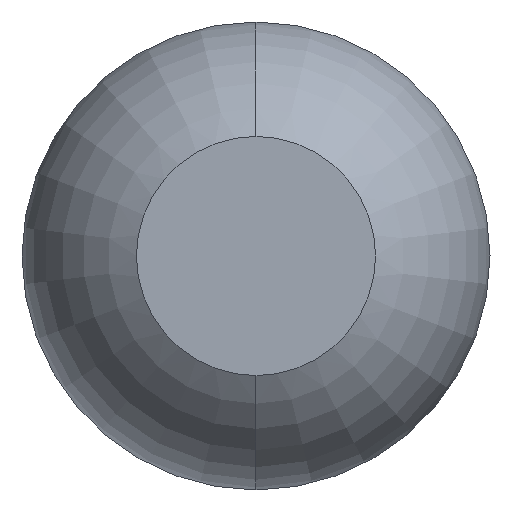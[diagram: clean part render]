
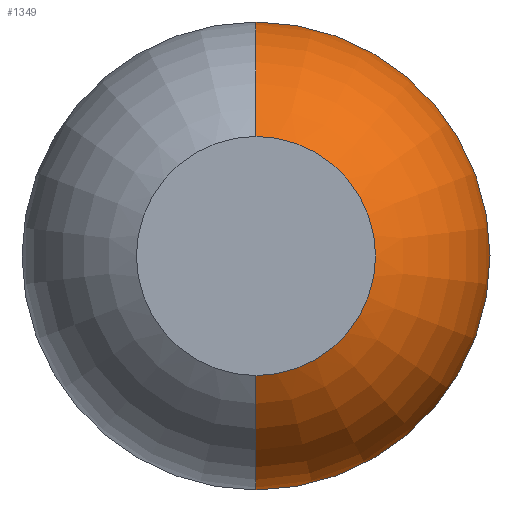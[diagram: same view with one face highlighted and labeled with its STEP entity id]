
A CAD part, front view. The second image highlights one B-rep face of the part: STEP entity #1349.
In plain terms, the highlighted toroidal (fillet/blend) face has major radius 0.035 mm and minor radius 0.65 mm.
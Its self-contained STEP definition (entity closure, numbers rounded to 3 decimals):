
#214 = EDGE_CURVE ( 'Defeature ausgef�hrt1_12+Defeature ausgef�hrt1_4+Defeature ausgef�hrt1_4+Defeature ausgef�hrt1_4', #2235, #1996, #1733, .T. ) ;
#317 = CARTESIAN_POINT ( 'NONE',  ( 0., -24.431, 0. ) ) ;
#334 = ORIENTED_EDGE ( 'NONE', *, *, #214, .F. ) ;
#409 = DIRECTION ( 'NONE',  ( 0., 0., -1. ) ) ;
#432 = DIRECTION ( 'NONE',  ( 0., 0., -1. ) ) ;
#518 = AXIS2_PLACEMENT_3D ( 'NONE', #2216, #2538, #409 ) ;
#544 = AXIS2_PLACEMENT_3D ( 'NONE', #1840, #2146, #3052 ) ;
#594 = EDGE_CURVE ( 'NONE', #2201, #2235, #966, .T. ) ;
#829 = CARTESIAN_POINT ( 'NONE',  ( 0., -25., 0.35 ) ) ;
#966 = CIRCLE ( 'NONE', #3336, 0.65 ) ;
#1039 = CIRCLE ( 'NONE', #2693, 0.65 ) ;
#1349 = ADVANCED_FACE ( 'Defeature ausgef�hrt1_4', ( #2015 ), #2482, .T. ) ;
#1375 = CARTESIAN_POINT ( 'NONE',  ( 0., -24.431, 0.035 ) ) ;
#1496 = DIRECTION ( 'NONE',  ( 0., 0., 1. ) ) ;
#1733 = CIRCLE ( 'NONE', #544, 0.35 ) ;
#1786 = CARTESIAN_POINT ( 'NONE',  ( 0., -24.431, -0.035 ) ) ;
#1840 = CARTESIAN_POINT ( 'NONE',  ( 0., -25., 0. ) ) ;
#1858 = ORIENTED_EDGE ( 'NONE', *, *, #594, .F. ) ;
#1917 = CIRCLE ( 'NONE', #518, 0.685 ) ;
#1982 = CARTESIAN_POINT ( 'NONE',  ( 0., -25., -0.35 ) ) ;
#1996 = VERTEX_POINT ( 'NONE', #829 ) ;
#2015 = FACE_OUTER_BOUND ( 'NONE', #3678, .T. ) ;
#2115 = EDGE_CURVE ( 'Defeature ausgef�hrt1_4+Defeature ausgef�hrt1_5+Defeature ausgef�hrt1_5+Defeature ausgef�hrt1_5', #2201, #2214, #1917, .T. ) ;
#2146 = DIRECTION ( 'NONE',  ( 0., -1., 0. ) ) ;
#2201 = VERTEX_POINT ( 'NONE', #3850 ) ;
#2214 = VERTEX_POINT ( 'NONE', #3156 ) ;
#2216 = CARTESIAN_POINT ( 'NONE',  ( 0., -24.431, 0. ) ) ;
#2235 = VERTEX_POINT ( 'NONE', #1982 ) ;
#2438 = DIRECTION ( 'NONE',  ( 0., -1., 0. ) ) ;
#2467 = ORIENTED_EDGE ( 'NONE', *, *, #2115, .T. ) ;
#2482 = TOROIDAL_SURFACE ( 'NONE', #3527, 0.035, 0.65 ) ;
#2538 = DIRECTION ( 'NONE',  ( 0., -1., 0. ) ) ;
#2598 = DIRECTION ( 'NONE',  ( 1., 0., 0. ) ) ;
#2693 = AXIS2_PLACEMENT_3D ( 'NONE', #1375, #2598, #432 ) ;
#2700 = DIRECTION ( 'NONE',  ( 0., 0., -1. ) ) ;
#2787 = ORIENTED_EDGE ( 'NONE', *, *, #3107, .T. ) ;
#3052 = DIRECTION ( 'NONE',  ( 0., 0., -1. ) ) ;
#3107 = EDGE_CURVE ( 'NONE', #2214, #1996, #1039, .T. ) ;
#3156 = CARTESIAN_POINT ( 'NONE',  ( 0., -24.431, 0.685 ) ) ;
#3336 = AXIS2_PLACEMENT_3D ( 'NONE', #1786, #3935, #1496 ) ;
#3527 = AXIS2_PLACEMENT_3D ( 'NONE', #317, #2438, #2700 ) ;
#3678 = EDGE_LOOP ( 'NONE', ( #2467, #2787, #334, #1858 ) ) ;
#3850 = CARTESIAN_POINT ( 'NONE',  ( 0., -24.431, -0.685 ) ) ;
#3935 = DIRECTION ( 'NONE',  ( -1., 0., 0. ) ) ;
